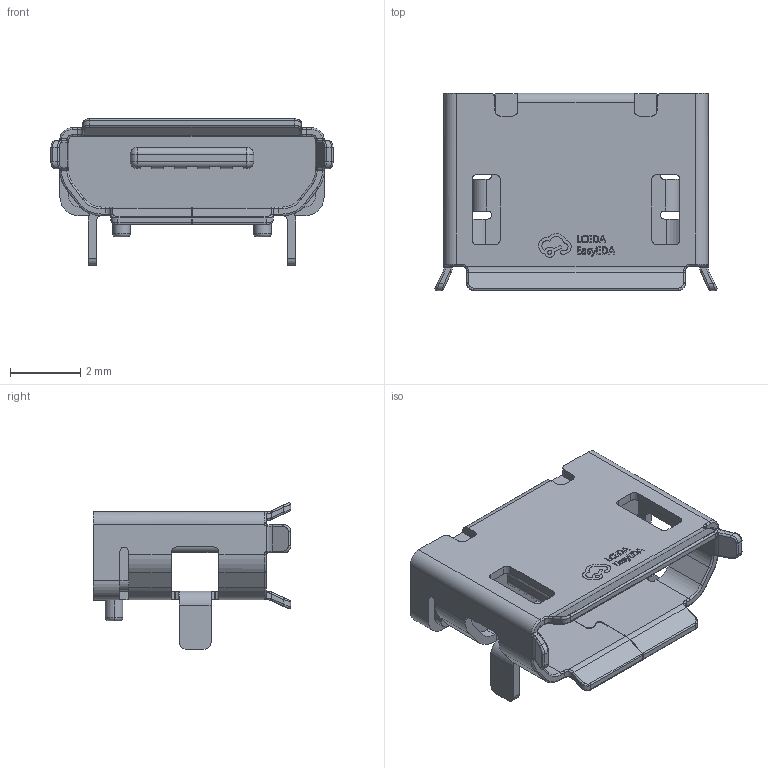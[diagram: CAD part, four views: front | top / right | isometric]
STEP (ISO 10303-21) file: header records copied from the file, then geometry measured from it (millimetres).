
FILE_DESCRIPTION(('FreeCAD Model'),'2;1');
FILE_NAME('Open CASCADE Shape Model','2024-06-09T14:17:22',(''),(''), 'Open CASCADE STEP processor 7.6','FreeCAD','Unknown');
FILE_SCHEMA(('AUTOMOTIVE_DESIGN { 1 0 10303 214 1 1 1 1 }'));
Length unit declared in the file: millimetre
Products named in the file (4): PCBModel; USB1; MICRO-USB-SMD_5P-P0.65-H-F_MICRO5.9MMUSB; SOLID
Assembly tree (3 placements, depth 4):
  PCBModel
    USB1
      MICRO-USB-SMD_5P-P0.65-H-F_MICRO5.9MMUSB
        SOLID
Bounding box: 8 x 5.6 x 4.15 mm (x, y, z)
Volume: 44.6 mm3; surface area: 245.7 mm2
Topology: 1 solids, 1 shells, 767 faces, 2065 edges, 1321 vertices
Faces by surface type: plane 383, cylinder 180, bspline 152, torus 48, sphere 4
Entity records: 31007 total; most frequent: CARTESIAN_POINT 7141, ORIENTED_EDGE 4122, DIRECTION 3453, EDGE_CURVE 2061, VERTEX_POINT 1321, LINE 1291, VECTOR 1291, AXIS2_PLACEMENT_3D 1081
